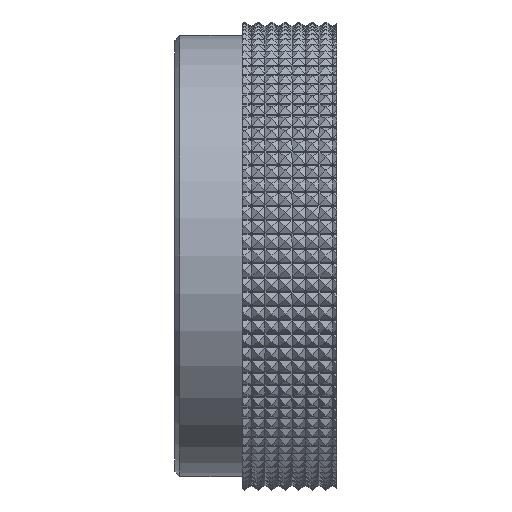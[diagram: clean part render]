
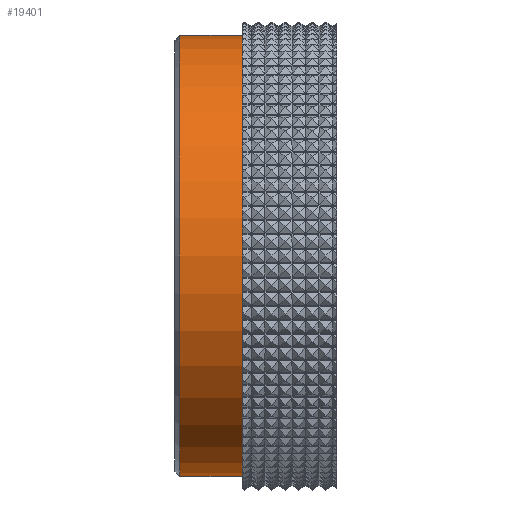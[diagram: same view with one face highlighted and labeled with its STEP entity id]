
A CAD part, left-side view. The second image highlights one B-rep face of the part: STEP entity #19401.
In plain terms, the highlighted cylindrical face has radius 24.5 mm (diameter 49 mm), a partial arc.
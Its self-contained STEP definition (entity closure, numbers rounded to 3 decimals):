
#1528 = LINE ( 'NONE', #58957, #64166 ) ;
#1860 = ORIENTED_EDGE ( 'NONE', *, *, #26838, .F. ) ;
#5165 = CARTESIAN_POINT ( 'NONE',  ( 0., 2., -24.5 ) ) ;
#7063 = AXIS2_PLACEMENT_3D ( 'NONE', #75888, #82635, #69979 ) ;
#7931 = EDGE_CURVE ( 'NONE', #15997, #71560, #68538, .T. ) ;
#15997 = VERTEX_POINT ( 'NONE', #33869 ) ;
#16509 = CARTESIAN_POINT ( 'NONE',  ( 0., 2., 0. ) ) ;
#19401 = ADVANCED_FACE ( 'NONE', ( #69554 ), #44238, .T. ) ;
#19716 = LINE ( 'NONE', #20558, #37260 ) ;
#20558 = CARTESIAN_POINT ( 'NONE',  ( 0., 0., 24.5 ) ) ;
#23499 = VERTEX_POINT ( 'NONE', #67163 ) ;
#23670 = DIRECTION ( 'NONE',  ( 0., -1., 0. ) ) ;
#26761 = EDGE_CURVE ( 'NONE', #71560, #35681, #1528, .T. ) ;
#26838 = EDGE_CURVE ( 'NONE', #15997, #23499, #19716, .T. ) ;
#26958 = ORIENTED_EDGE ( 'NONE', *, *, #79589, .F. ) ;
#28397 = DIRECTION ( 'NONE',  ( 0., 0., 1. ) ) ;
#29623 = EDGE_LOOP ( 'NONE', ( #1860, #73489, #62050, #26958 ) ) ;
#33223 = DIRECTION ( 'NONE',  ( 0., -1., 0. ) ) ;
#33869 = CARTESIAN_POINT ( 'NONE',  ( 0., 9., 24.5 ) ) ;
#35681 = VERTEX_POINT ( 'NONE', #5165 ) ;
#37260 = VECTOR ( 'NONE', #39571, 1000. ) ;
#39571 = DIRECTION ( 'NONE',  ( 0., -1., 0. ) ) ;
#41069 = DIRECTION ( 'NONE',  ( 0., -1., 0. ) ) ;
#44238 = CYLINDRICAL_SURFACE ( 'NONE', #7063, 24.5 ) ;
#48162 = DIRECTION ( 'NONE',  ( 0., 0., -1. ) ) ;
#53613 = AXIS2_PLACEMENT_3D ( 'NONE', #65967, #41069, #28397 ) ;
#58957 = CARTESIAN_POINT ( 'NONE',  ( 0., 0., -24.5 ) ) ;
#62050 = ORIENTED_EDGE ( 'NONE', *, *, #26761, .T. ) ;
#64166 = VECTOR ( 'NONE', #33223, 1000. ) ;
#65967 = CARTESIAN_POINT ( 'NONE',  ( 0., 9., 0. ) ) ;
#67163 = CARTESIAN_POINT ( 'NONE',  ( 0., 2., 24.5 ) ) ;
#68538 = CIRCLE ( 'NONE', #53613, 24.5 ) ;
#69554 = FACE_OUTER_BOUND ( 'NONE', #29623, .T. ) ;
#69979 = DIRECTION ( 'NONE',  ( 0., 0., -1. ) ) ;
#71560 = VERTEX_POINT ( 'NONE', #79908 ) ;
#73489 = ORIENTED_EDGE ( 'NONE', *, *, #7931, .T. ) ;
#74078 = CIRCLE ( 'NONE', #75405, 24.5 ) ;
#75405 = AXIS2_PLACEMENT_3D ( 'NONE', #16509, #23670, #48162 ) ;
#75888 = CARTESIAN_POINT ( 'NONE',  ( 0., 0., 0. ) ) ;
#79589 = EDGE_CURVE ( 'NONE', #23499, #35681, #74078, .T. ) ;
#79908 = CARTESIAN_POINT ( 'NONE',  ( 0., 9., -24.5 ) ) ;
#82635 = DIRECTION ( 'NONE',  ( 0., -1., 0. ) ) ;
